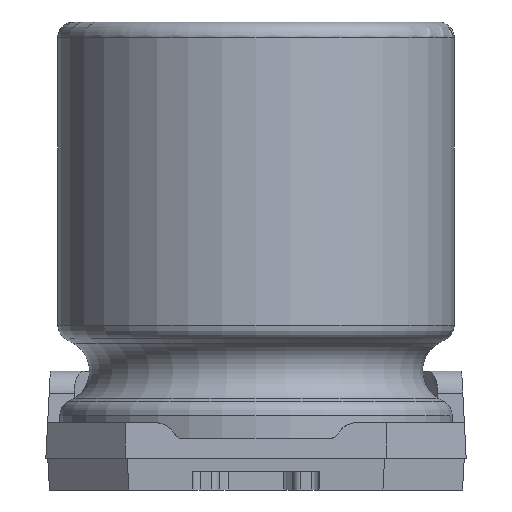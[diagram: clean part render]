
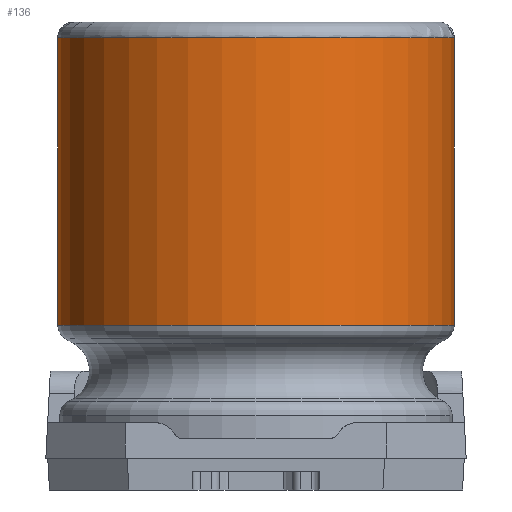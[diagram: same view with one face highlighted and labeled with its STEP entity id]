
A CAD part, left-side view. The second image highlights one B-rep face of the part: STEP entity #136.
In plain terms, the highlighted cylindrical face has radius 2.5 mm (diameter 5 mm), a full revolution.
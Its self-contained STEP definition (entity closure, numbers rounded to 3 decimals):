
#112 = VERTEX_POINT('',#113);
#113 = CARTESIAN_POINT('',(0.,5.3,-2.5));
#123 = EDGE_CURVE('',#112,#112,#124,.T.);
#124 = CIRCLE('',#125,2.5);
#125 = AXIS2_PLACEMENT_3D('',#126,#127,#128);
#126 = CARTESIAN_POINT('',(0.,5.3,0.));
#127 = DIRECTION('',(0.,-1.,-0.));
#128 = DIRECTION('',(0.,0.,-1.));
#136 = ADVANCED_FACE('',(#137),#155,.T.);
#137 = FACE_BOUND('',#138,.T.);
#138 = EDGE_LOOP('',(#139,#140,#147,#154));
#139 = ORIENTED_EDGE('',*,*,#123,.T.);
#140 = ORIENTED_EDGE('',*,*,#141,.T.);
#141 = EDGE_CURVE('',#112,#142,#144,.T.);
#142 = VERTEX_POINT('',#143);
#143 = CARTESIAN_POINT('',(0.,1.677,-2.5));
#144 = B_SPLINE_CURVE_WITH_KNOTS('',1,(#145,#146),.UNSPECIFIED.,.F.,.F.,
  (2,2),(-5.3,-1.677),.PIECEWISE_BEZIER_KNOTS.);
#145 = CARTESIAN_POINT('',(0.,5.3,-2.5));
#146 = CARTESIAN_POINT('',(0.,1.677,-2.5));
#147 = ORIENTED_EDGE('',*,*,#148,.F.);
#148 = EDGE_CURVE('',#142,#142,#149,.T.);
#149 = CIRCLE('',#150,2.5);
#150 = AXIS2_PLACEMENT_3D('',#151,#152,#153);
#151 = CARTESIAN_POINT('',(0.,1.677,0.));
#152 = DIRECTION('',(0.,-1.,-0.));
#153 = DIRECTION('',(0.,0.,-1.));
#154 = ORIENTED_EDGE('',*,*,#141,.F.);
#155 = CYLINDRICAL_SURFACE('',#156,2.5);
#156 = AXIS2_PLACEMENT_3D('',#157,#158,#159);
#157 = CARTESIAN_POINT('',(0.,0.,0.));
#158 = DIRECTION('',(-0.,-1.,-0.));
#159 = DIRECTION('',(0.,0.,-1.));
